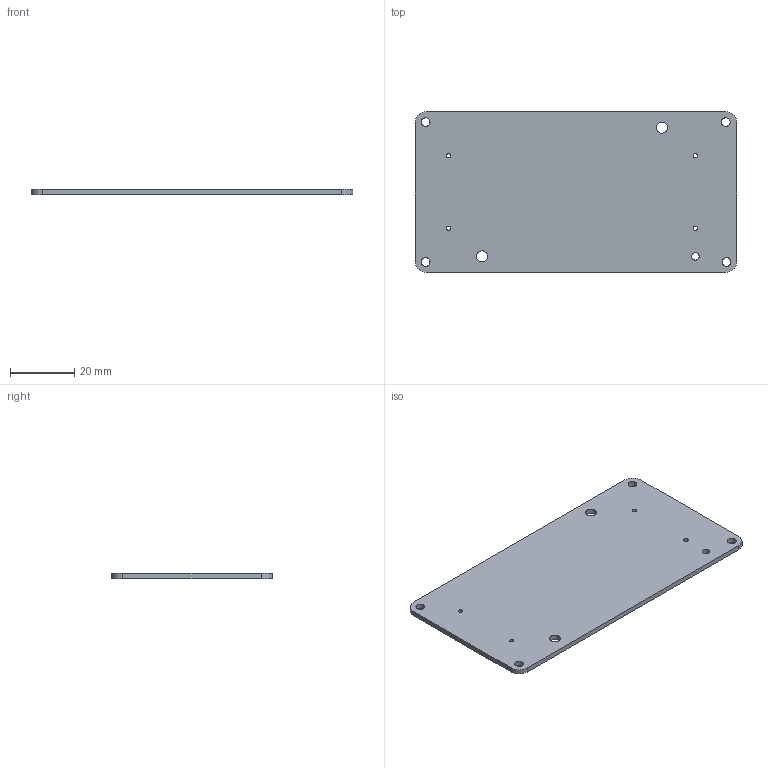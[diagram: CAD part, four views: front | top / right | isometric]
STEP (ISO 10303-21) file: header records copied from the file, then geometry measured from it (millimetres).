
FILE_DESCRIPTION(('KiCad electronic assembly'),'2;1');
FILE_NAME('EPSv1.step','2024-10-20T12:02:28',('Pcbnew'),('Kicad'), 'Open CASCADE STEP processor 7.8','KiCad to STEP converter','Unknown' );
FILE_SCHEMA(('AUTOMOTIVE_DESIGN { 1 0 10303 214 1 1 1 1 }'));
Length unit declared in the file: millimetre
Products named in the file (2): EPSv1 1; _autosave-EPSv1_PCB
Assembly tree (1 placements, depth 2):
  EPSv1 1
    _autosave-EPSv1_PCB
Bounding box: 100 x 50 x 1.6 mm (x, y, z)
Volume: 7900.7 mm3; surface area: 10473.8 mm2
Topology: 1 solids, 1 shells, 21 faces, 57 edges, 38 vertices
Faces by surface type: cylinder 15, plane 6
Full cylindrical faces by diameter (mm): 1.32 x4, 2.39 x1, 2.7 x4, 3.45 x2
Entity records: 762 total; most frequent: DIRECTION 133, CARTESIAN_POINT 118, ORIENTED_EDGE 114, EDGE_CURVE 57, AXIS2_PLACEMENT_3D 53, FACE_BOUND 43, EDGE_LOOP 43, VERTEX_POINT 38
